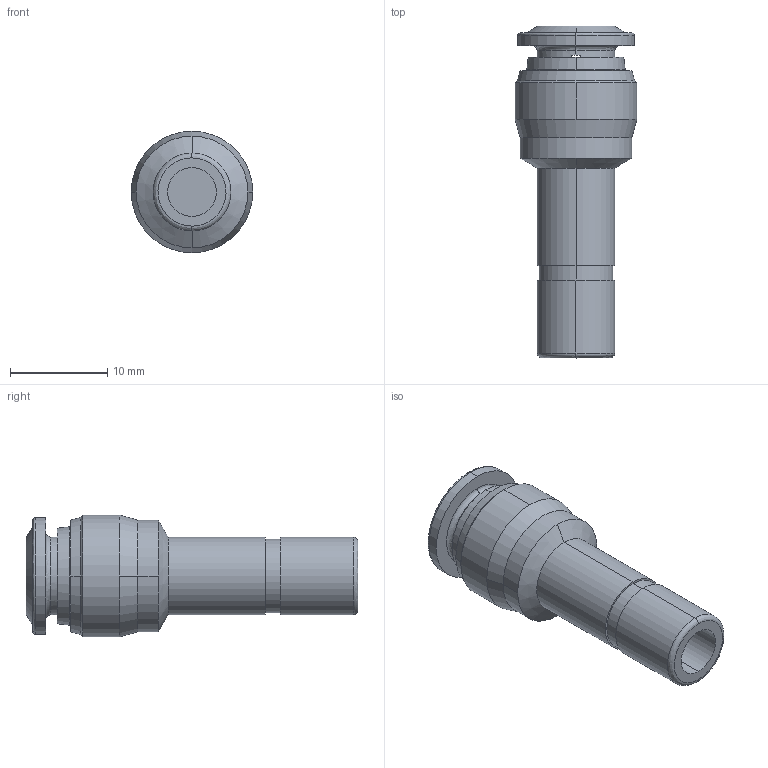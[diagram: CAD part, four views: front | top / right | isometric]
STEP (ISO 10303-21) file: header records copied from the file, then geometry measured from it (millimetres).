
FILE_DESCRIPTION (( 'STEP AP214' ), '1' );
FILE_NAME ('5770000002A.STEP', '2016-12-02T08:16:32', ( '' ), ( '' ), 'SwSTEP 2.0', 'SolidWorks 2016', '' );
FILE_SCHEMA (( 'AUTOMOTIVE_DESIGN' ));
Length unit declared in the file: millimetre
Products named in the file (2): 5770000002A
Bounding box: 12.5 x 34.1 x 12.5 mm (x, y, z)
Volume: 2131.9 mm3; surface area: 1577.5 mm2
Topology: 1 solids, 1 shells, 62 faces, 146 edges, 92 vertices
Faces by surface type: cylinder 20, cone 18, plane 16, bspline 8
Entity records: 2143 total; most frequent: CARTESIAN_POINT 660, DIRECTION 322, ORIENTED_EDGE 292, EDGE_CURVE 146, AXIS2_PLACEMENT_3D 134, VERTEX_POINT 92, CIRCLE 78, EDGE_LOOP 72
